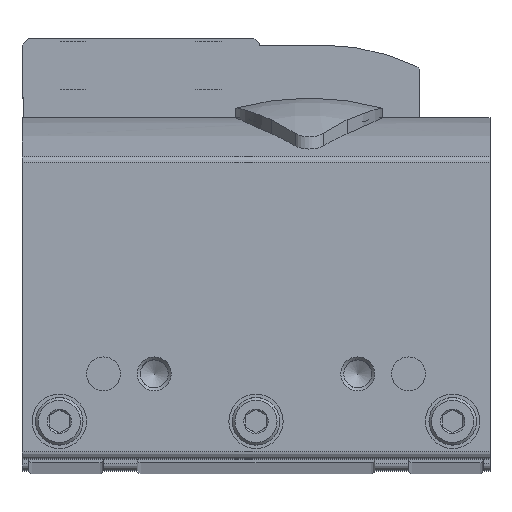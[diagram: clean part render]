
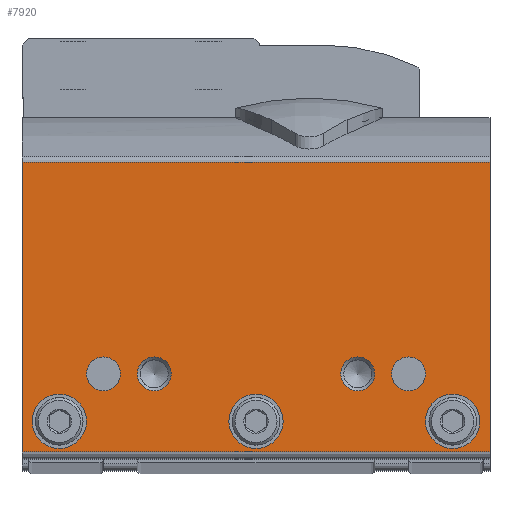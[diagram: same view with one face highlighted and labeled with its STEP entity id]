
A CAD part, top view. The second image highlights one B-rep face of the part: STEP entity #7920.
In plain terms, the highlighted face is planar.
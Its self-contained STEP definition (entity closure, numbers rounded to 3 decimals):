
#542=CIRCLE('',#10274,4.);
#543=CIRCLE('',#10275,4.);
#544=CIRCLE('',#10276,4.);
#545=CIRCLE('',#10277,2.5);
#546=CIRCLE('',#10278,2.5);
#547=CIRCLE('',#10279,2.5);
#548=CIRCLE('',#10280,2.5);
#1738=ORIENTED_EDGE('',*,*,#3431,.F.);
#1739=ORIENTED_EDGE('',*,*,#3432,.F.);
#1740=ORIENTED_EDGE('',*,*,#3433,.F.);
#1741=ORIENTED_EDGE('',*,*,#3434,.T.);
#1742=ORIENTED_EDGE('',*,*,#3435,.T.);
#1743=ORIENTED_EDGE('',*,*,#3436,.F.);
#1744=ORIENTED_EDGE('',*,*,#3437,.F.);
#1745=ORIENTED_EDGE('',*,*,#3438,.T.);
#1746=ORIENTED_EDGE('',*,*,#3439,.T.);
#1747=ORIENTED_EDGE('',*,*,#3440,.F.);
#1748=ORIENTED_EDGE('',*,*,#3441,.F.);
#3431=EDGE_CURVE('',#4350,#4350,#542,.T.);
#3432=EDGE_CURVE('',#4351,#4351,#543,.T.);
#3433=EDGE_CURVE('',#4352,#4352,#544,.T.);
#3434=EDGE_CURVE('',#4353,#4353,#545,.T.);
#3435=EDGE_CURVE('',#4354,#4354,#546,.T.);
#3436=EDGE_CURVE('',#4355,#4355,#547,.T.);
#3437=EDGE_CURVE('',#4356,#4356,#548,.T.);
#3438=EDGE_CURVE('',#4357,#4358,#5156,.T.);
#3439=EDGE_CURVE('',#4358,#4359,#5157,.T.);
#3440=EDGE_CURVE('',#4360,#4359,#5158,.T.);
#3441=EDGE_CURVE('',#4357,#4360,#5159,.T.);
#4350=VERTEX_POINT('',#14312);
#4351=VERTEX_POINT('',#14314);
#4352=VERTEX_POINT('',#14316);
#4353=VERTEX_POINT('',#14318);
#4354=VERTEX_POINT('',#14320);
#4355=VERTEX_POINT('',#14322);
#4356=VERTEX_POINT('',#14324);
#4357=VERTEX_POINT('',#14326);
#4358=VERTEX_POINT('',#14327);
#4359=VERTEX_POINT('',#14329);
#4360=VERTEX_POINT('',#14331);
#5156=LINE('',#14325,#5792);
#5157=LINE('',#14328,#5793);
#5158=LINE('',#14330,#5794);
#5159=LINE('',#14332,#5795);
#5792=VECTOR('',#11850,1000.);
#5793=VECTOR('',#11851,1000.);
#5794=VECTOR('',#11852,1000.);
#5795=VECTOR('',#11853,1000.);
#6250=EDGE_LOOP('',(#1738));
#6251=EDGE_LOOP('',(#1739));
#6252=EDGE_LOOP('',(#1740));
#6253=EDGE_LOOP('',(#1741));
#6254=EDGE_LOOP('',(#1742));
#6255=EDGE_LOOP('',(#1743));
#6256=EDGE_LOOP('',(#1744));
#6257=EDGE_LOOP('',(#1745,#1746,#1747,#1748));
#6946=FACE_BOUND('',#6250,.T.);
#6947=FACE_BOUND('',#6251,.T.);
#6948=FACE_BOUND('',#6252,.T.);
#6949=FACE_BOUND('',#6253,.T.);
#6950=FACE_BOUND('',#6254,.T.);
#6951=FACE_BOUND('',#6255,.T.);
#6952=FACE_BOUND('',#6256,.T.);
#6953=FACE_BOUND('',#6257,.T.);
#7589=PLANE('',#10273);
#7920=ADVANCED_FACE('',(#6946,#6947,#6948,#6949,#6950,#6951,#6952,#6953),
#7589,.T.);
#10273=AXIS2_PLACEMENT_3D('',#14310,#11834,#11835);
#10274=AXIS2_PLACEMENT_3D('',#14311,#11836,#11837);
#10275=AXIS2_PLACEMENT_3D('',#14313,#11838,#11839);
#10276=AXIS2_PLACEMENT_3D('',#14315,#11840,#11841);
#10277=AXIS2_PLACEMENT_3D('',#14317,#11842,#11843);
#10278=AXIS2_PLACEMENT_3D('',#14319,#11844,#11845);
#10279=AXIS2_PLACEMENT_3D('',#14321,#11846,#11847);
#10280=AXIS2_PLACEMENT_3D('',#14323,#11848,#11849);
#11834=DIRECTION('',(1.,0.,0.));
#11835=DIRECTION('',(0.,0.,-1.));
#11836=DIRECTION('',(1.,0.,0.));
#11837=DIRECTION('',(0.,0.,-1.));
#11838=DIRECTION('',(1.,0.,0.));
#11839=DIRECTION('',(0.,0.,-1.));
#11840=DIRECTION('',(1.,0.,0.));
#11841=DIRECTION('',(0.,0.,-1.));
#11842=DIRECTION('',(-1.,0.,0.));
#11843=DIRECTION('',(0.,0.,1.));
#11844=DIRECTION('',(-1.,0.,0.));
#11845=DIRECTION('',(0.,0.,1.));
#11846=DIRECTION('',(1.,0.,0.));
#11847=DIRECTION('',(0.,0.,-1.));
#11848=DIRECTION('',(1.,0.,0.));
#11849=DIRECTION('',(0.,0.,-1.));
#11850=DIRECTION('',(0.,1.,0.));
#11851=DIRECTION('',(0.,0.,1.));
#11852=DIRECTION('',(0.,1.,0.));
#11853=DIRECTION('',(0.,0.,1.));
#14310=CARTESIAN_POINT('',(57.5,0.,-69.));
#14311=CARTESIAN_POINT('',(57.5,5.5,-34.5));
#14312=CARTESIAN_POINT('',(57.5,5.5,-38.5));
#14313=CARTESIAN_POINT('',(57.5,5.5,-63.5));
#14314=CARTESIAN_POINT('',(57.5,5.5,-67.5));
#14315=CARTESIAN_POINT('',(57.5,5.5,-5.5));
#14316=CARTESIAN_POINT('',(57.5,5.5,-9.5));
#14317=CARTESIAN_POINT('',(57.5,12.5,-19.5));
#14318=CARTESIAN_POINT('',(57.5,12.5,-17.));
#14319=CARTESIAN_POINT('',(57.5,12.5,-49.5));
#14320=CARTESIAN_POINT('',(57.5,12.5,-47.));
#14321=CARTESIAN_POINT('',(57.5,12.5,-12.));
#14322=CARTESIAN_POINT('',(57.5,12.5,-14.5));
#14323=CARTESIAN_POINT('',(57.5,12.5,-57.));
#14324=CARTESIAN_POINT('',(57.5,12.5,-59.5));
#14325=CARTESIAN_POINT('',(57.5,0.,-69.));
#14326=CARTESIAN_POINT('',(57.5,1.,-69.));
#14327=CARTESIAN_POINT('',(57.5,43.672,-69.));
#14328=CARTESIAN_POINT('',(57.5,43.672,-69.));
#14329=CARTESIAN_POINT('',(57.5,43.672,0.));
#14330=CARTESIAN_POINT('',(57.5,0.,0.));
#14331=CARTESIAN_POINT('',(57.5,1.,0.));
#14332=CARTESIAN_POINT('',(57.5,1.,-69.));
